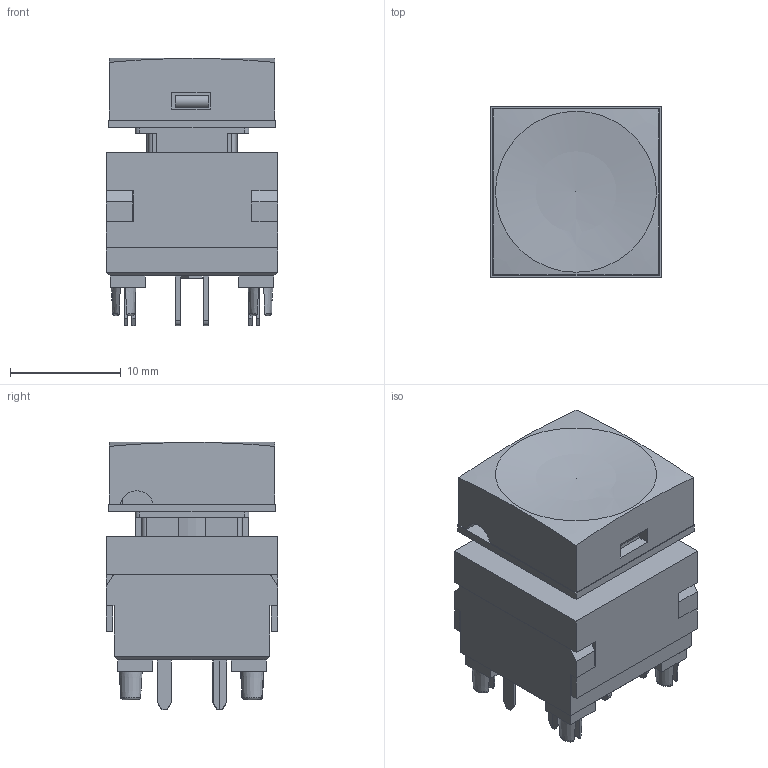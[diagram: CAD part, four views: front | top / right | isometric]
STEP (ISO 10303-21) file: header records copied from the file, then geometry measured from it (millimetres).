
FILE_DESCRIPTION(/* description */ (''),/* implementation_level */ '2;1');
FILE_NAME(/* name */ 'LP6xx2ASRGB.stp',/* time_stamp */ '2025-05-22T16:04:37-05:00',/* author */ ('mroman'),/* organization */ (''),/* preprocessor_version */ 'ST-DEVELOPER v18.1',/* originating_system */ 'Autodesk Inventor 2022',/* authorisation */ '');
FILE_SCHEMA (('AUTOMOTIVE_DESIGN { 1 0 10303 214 3 1 1 }'));
Length unit declared in the file: centimetre
Products named in the file (1): LP6xx2ASRGB
Bounding box: 15.5 x 15.5 x 24.2 mm (x, y, z)
Volume: 2467.2 mm3; surface area: 5155.5 mm2
Topology: 1 solids, 1 shells, 416 faces, 1144 edges, 742 vertices
Faces by surface type: plane 335, cylinder 61, torus 8, cone 8, bspline 3, sphere 1
Full cylindrical faces by diameter (mm): 0.8 x2
Entity records: 13425 total; most frequent: CARTESIAN_POINT 2858, ORIENTED_EDGE 2286, DIRECTION 2033, EDGE_CURVE 1143, LINE 941, VECTOR 941, VERTEX_POINT 742, AXIS2_PLACEMENT_3D 546
